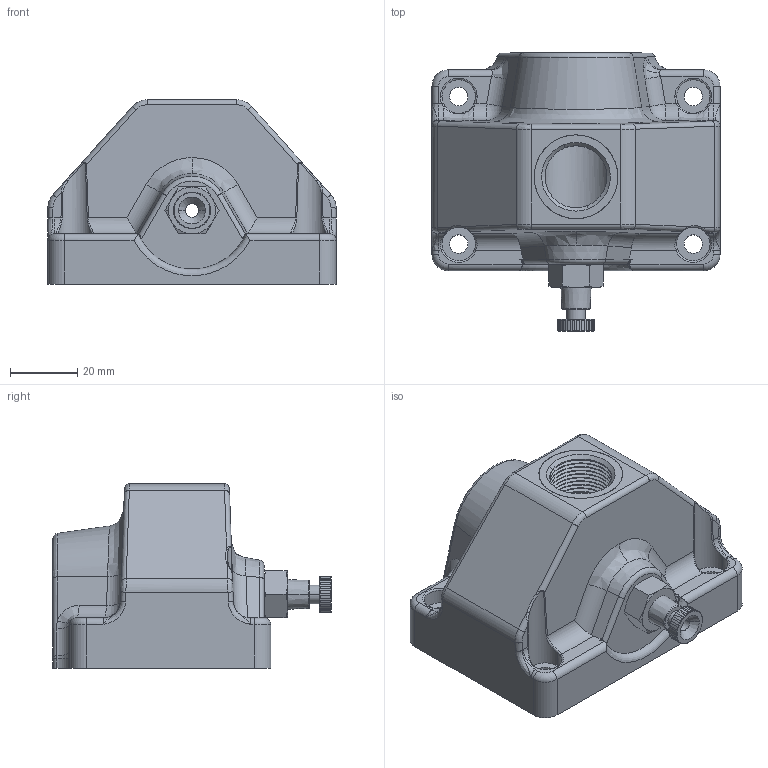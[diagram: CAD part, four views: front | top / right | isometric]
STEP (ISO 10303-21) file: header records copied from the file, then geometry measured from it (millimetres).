
FILE_DESCRIPTION (( 'STEP AP203' ), '1' );
FILE_NAME ('R241.034.001SC.STEP', '2016-10-21T08:48:24', ( 'Utente' ), ( '' ), 'SwSTEP 2.0', 'SolidWorks 2016', '' );
FILE_SCHEMA (( 'CONFIG_CONTROL_DESIGN' ));
Length unit declared in the file: millimetre
Products named in the file (1): R241.034.001SC
Bounding box: 86 x 83 x 55 mm (x, y, z)
Surface area: 35454.1 mm2 (no closed solid volume)
Topology: 0 solids, 16 shells, 482 faces, 1404 edges, 879 vertices
Faces by surface type: cylinder 180, plane 101, cone 82, bspline 66, torus 46, sphere 7
Entity records: 19314 total; most frequent: CARTESIAN_POINT 7475, ORIENTED_EDGE 2481, DIRECTION 2343, EDGE_CURVE 1398, AXIS2_PLACEMENT_3D 922, VERTEX_POINT 879, EDGE_LOOP 505, CIRCLE 505
